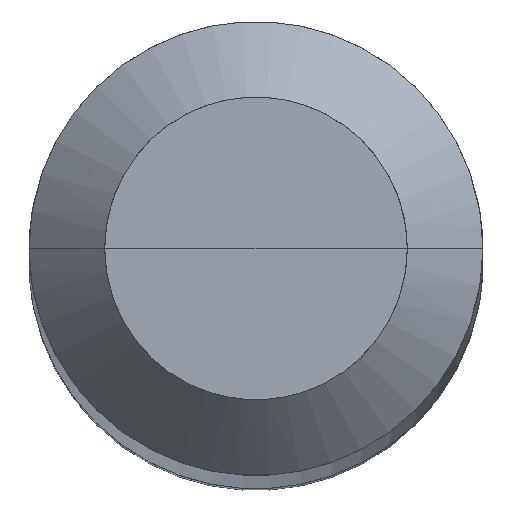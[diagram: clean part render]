
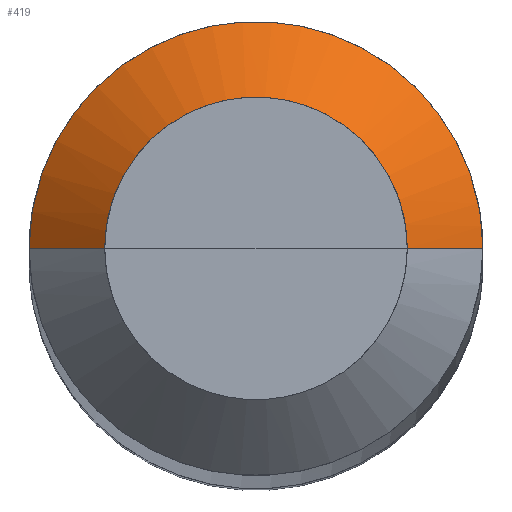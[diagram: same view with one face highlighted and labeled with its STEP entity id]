
A CAD part, top view. The second image highlights one B-rep face of the part: STEP entity #419.
In plain terms, the highlighted free-form (B-spline) face has degree [1, 2] with [2, 5] control points.
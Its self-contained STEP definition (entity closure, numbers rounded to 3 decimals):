
#78=CARTESIAN_POINT('',(-1.5,0.,48.5));
#82=CARTESIAN_POINT('',(1.5,0.,48.5));
#83=CARTESIAN_POINT('',(-1.,0.,49.));
#87=CARTESIAN_POINT('',(1.,0.,49.));
#98=CARTESIAN_POINT('',(1.5,1.5,48.5));
#99=CARTESIAN_POINT('',(0.,1.5,48.5));
#100=CARTESIAN_POINT('',(-1.5,1.5,48.5));
#101=CARTESIAN_POINT('',(1.,1.,49.));
#102=CARTESIAN_POINT('',(0.,1.,49.));
#103=CARTESIAN_POINT('',(-1.,1.,49.));
#400=(
BOUNDED_SURFACE()
B_SPLINE_SURFACE(1,2,(
(#82,#98,#99,#100,#78),
(#87,#101,#102,#103,#83)
), .UNSPECIFIED.,.F.,.F.,.F.)
B_SPLINE_SURFACE_WITH_KNOTS((2,2),(3,2,3),(
0.,1.),(
0.,0.5,1.), .UNSPECIFIED.)
GEOMETRIC_REPRESENTATION_ITEM()
RATIONAL_B_SPLINE_SURFACE(((1.,0.707,1.,0.707,1.),
(1.,0.707,1.,0.707,1.)
))
REPRESENTATION_ITEM('')
SURFACE()
);
#401=(
BOUNDED_CURVE()
B_SPLINE_CURVE(2,(#78,#100,#99,#98,#82),.UNSPECIFIED.,.F.,.F.)
B_SPLINE_CURVE_WITH_KNOTS((3,2,3),
(0.,0.5,1.),.UNSPECIFIED.)
CURVE()
GEOMETRIC_REPRESENTATION_ITEM()
RATIONAL_B_SPLINE_CURVE((1.,0.707,1.,0.707,1.))
REPRESENTATION_ITEM('')
);
#402=(
BOUNDED_CURVE()
B_SPLINE_CURVE(1,(#82,#87),.UNSPECIFIED.,.F.,.F.)
B_SPLINE_CURVE_WITH_KNOTS((2,2),
(0.,1.),.UNSPECIFIED.)
CURVE()
GEOMETRIC_REPRESENTATION_ITEM()
RATIONAL_B_SPLINE_CURVE((1.,1.))
REPRESENTATION_ITEM('')
);
#403=(
BOUNDED_CURVE()
B_SPLINE_CURVE(2,(#87,#101,#102,#103,#83),.UNSPECIFIED.,.F.,.F.)
B_SPLINE_CURVE_WITH_KNOTS((3,2,3),
(0.,0.5,1.),.UNSPECIFIED.)
CURVE()
GEOMETRIC_REPRESENTATION_ITEM()
RATIONAL_B_SPLINE_CURVE((1.,0.707,1.,0.707,1.))
REPRESENTATION_ITEM('')
);
#404=(
BOUNDED_CURVE()
B_SPLINE_CURVE(1,(#83,#78),.UNSPECIFIED.,.F.,.F.)
B_SPLINE_CURVE_WITH_KNOTS((2,2),
(0.,1.),.UNSPECIFIED.)
CURVE()
GEOMETRIC_REPRESENTATION_ITEM()
RATIONAL_B_SPLINE_CURVE((1.,1.))
REPRESENTATION_ITEM('')
);
#405=VERTEX_POINT('',#78);
#406=VERTEX_POINT('',#82);
#407=VERTEX_POINT('',#83);
#408=VERTEX_POINT('',#87);
#409=EDGE_CURVE('',#405,#406,#401,.T.);
#410=EDGE_CURVE('',#406,#408,#402,.T.);
#411=EDGE_CURVE('',#408,#407,#403,.T.);
#412=EDGE_CURVE('',#407,#405,#404,.T.);
#413=ORIENTED_EDGE('',*,*,#409,.T.);
#414=ORIENTED_EDGE('',*,*,#410,.T.);
#415=ORIENTED_EDGE('',*,*,#411,.T.);
#416=ORIENTED_EDGE('',*,*,#412,.T.);
#417=EDGE_LOOP('',(#413,#414,#415,#416));
#418=FACE_OUTER_BOUND('',#417,.T.);
#419=ADVANCED_FACE('',(#418),#400,.T.);
